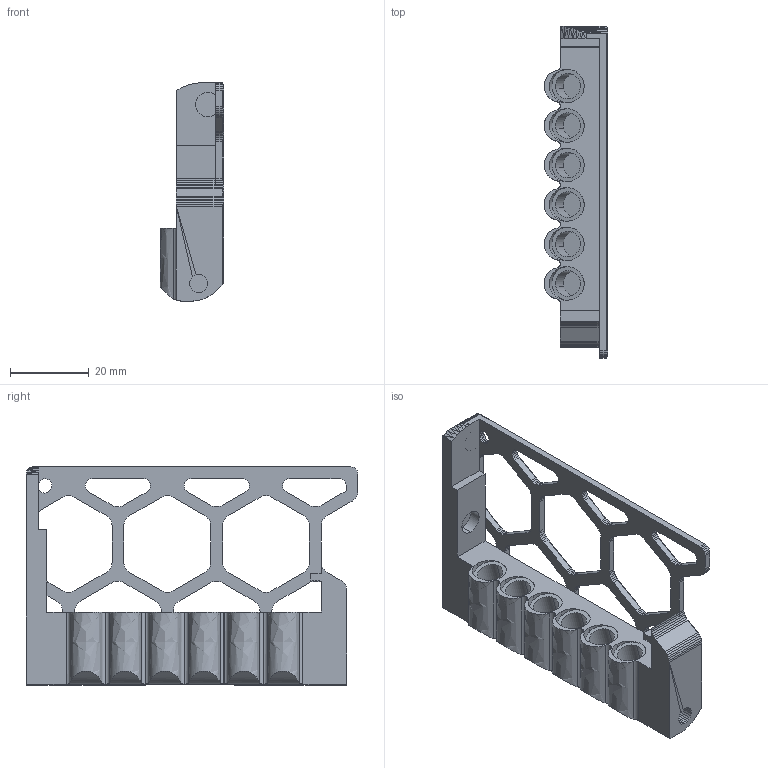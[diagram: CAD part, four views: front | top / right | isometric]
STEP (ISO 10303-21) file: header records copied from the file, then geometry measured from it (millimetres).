
FILE_DESCRIPTION(/* description */ (''),/* implementation_level */ '2;1');
FILE_NAME(/* name */ '[a]_Nozzle Holder',/* time_stamp */ '2023-03-07T11:32:44-06:00',/* author */ (''),/* organization */ (''),/* preprocessor_version */ 'ST-DEVELOPER v16.5',/* originating_system */ 'Rhino 7.27',/* authorisation */ '');
FILE_SCHEMA (('CONFIG_CONTROL_DESIGN'));
Length unit declared in the file: millimetre
Products named in the file (1): Document
Bounding box: 16.07 x 84.1 x 55.32 mm (x, y, z)
Volume: 21644 mm3; surface area: 11563.3 mm2
Topology: 1 solids, 1 shells, 1122 faces, 2595 edges, 1487 vertices
Faces by surface type: plane 1068, cylinder 38, bspline 16
Entity records: 27895 total; most frequent: CARTESIAN_POINT 9325, ORIENTED_EDGE 5190, EDGE_CURVE 2595, B_SPLINE_CURVE_WITH_KNOTS 2475, VERTEX_POINT 1487, EDGE_LOOP 1156, ADVANCED_FACE 1122, FACE_OUTER_BOUND 1122
